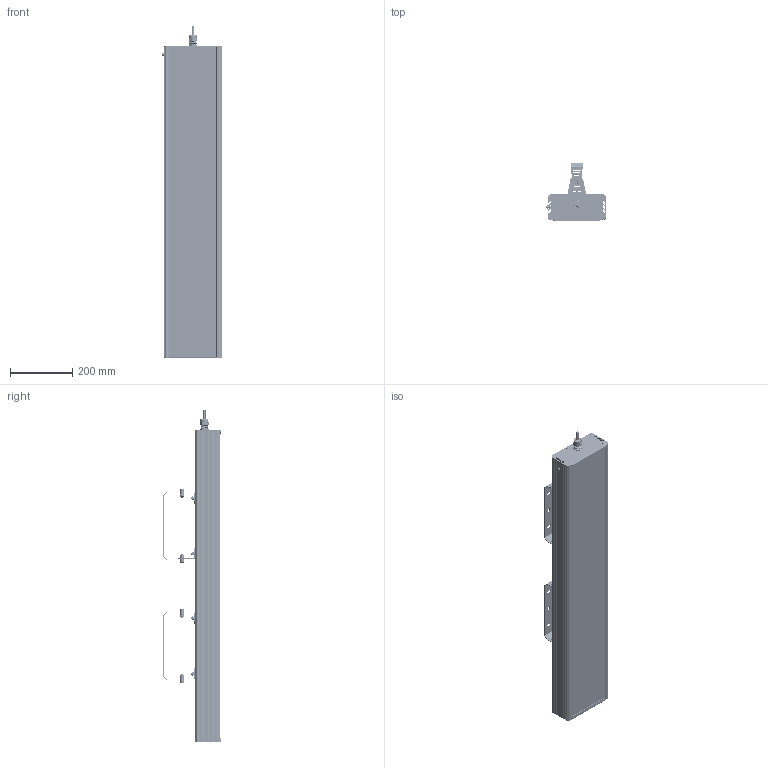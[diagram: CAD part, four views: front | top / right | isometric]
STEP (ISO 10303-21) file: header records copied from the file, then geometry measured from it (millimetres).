
FILE_DESCRIPTION(('STEP AP214'), '1');
FILE_NAME('001.0096.41.000 - ÃÑÏ-Ýêñòðà-Îïòèê-2Åõ-200', '', ('UNSPECIFIED'), ('UNSPECIFIED'), 'C3D Converter', 'C3D Toolkit', '');
FILE_SCHEMA(('AUTOMOTIVE_DESIGN { 1 0 10303 214 3 1 1}'));
Length unit declared in the file: millimetre
Products named in the file (44): 001.0096.41.000; #3326; #3385; #3444; #3503; #3588; #3647; #3706; #3765
Assembly tree (87 placements, depth 4):
  001.0096.41.000
    (unnamed)
      (unnamed)
      (unnamed)
      (unnamed)
      (unnamed)
      (unnamed)
      (unnamed)
      (unnamed)
      (unnamed)  x6
      (unnamed)  x6
      (unnamed)
      (unnamed)
      (unnamed)  x20
        (unnamed)
        (unnamed)
        (unnamed)
        (unnamed)
        (unnamed)
        (unnamed)
        (unnamed)
        (unnamed)
        (unnamed)
        (unnamed)
      (unnamed)
        (unnamed)
    (unnamed)  x2
      (unnamed)
      (unnamed)
      (unnamed)
      (unnamed)
      (unnamed)
      (unnamed)
      (unnamed)
      (unnamed)
      #3326
      #3385
      #3444
      #3503
      #3588
      #3647
      #3706
      #3765
      (unnamed)
Bounding box: 192.43 x 184.65 x 1064 mm (x, y, z)
Volume: 3363727.1 mm3; surface area: 2513881.6 mm2
Topology: 721 solids, 721 shells, 9527 faces, 21251 edges, 14120 vertices
Faces by surface type: plane 6844, cylinder 2206, bspline 331, cone 117, sphere 20, torus 9
Full cylindrical faces by diameter (mm): 1 x20, 2 x40, 2.5 x80, 2.8 x500, 3.2 x20, 3.5 x120, 4 x13, 4.917 x4, 5 x2, 6 x9, 6.6 x4, 6.647 x4, 7 x2, 8 x16, 8.5 x8, 9 x268, 10 x1, 11 x4, 12.5 x1, 13 x5, 15 x8, 16 x1, 17 x1, 18 x1, 18.5 x1, 19 x1, 20 x1, 21.5 x1, 22 x2, 25.5 x1
Entity records: 94467 total; most frequent: CARTESIAN_POINT 47038, DIRECTION 8920, ORIENTED_EDGE 7786, EDGE_CURVE 3893, AXIS2_PLACEMENT_3D 3179, VERTEX_POINT 2693, LINE 2562, VECTOR 2562
